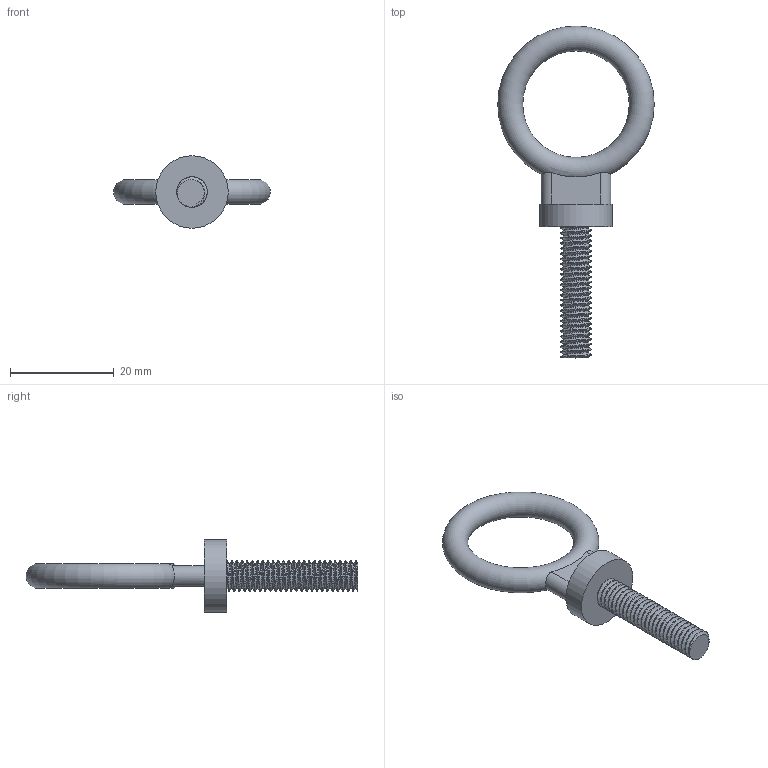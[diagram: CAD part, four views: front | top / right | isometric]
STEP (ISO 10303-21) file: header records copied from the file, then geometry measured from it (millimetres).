
FILE_DESCRIPTION(/* description */ (''),/* implementation_level */ '2;1');
FILE_NAME(/* name */ 'Eyebolt (3014T45)_.step',/* time_stamp */ '2025-11-14T17:49:33-08:00',/* author */ (''),/* organization */ (''),/* preprocessor_version */ 'ST-DEVELOPER v20.1',/* originating_system */ 'Autodesk Translation Framework v14.17.0.0',/* authorisation */ '');
FILE_SCHEMA (('AUTOMOTIVE_DESIGN { 1 0 10303 214 3 1 1 }'));
Length unit declared in the file: millimetre
Products named in the file (1): Eyebolt (3014T45)
Bounding box: 30.23 x 64.15 x 14 mm (x, y, z)
Volume: 2935.1 mm3; surface area: 2478.8 mm2
Topology: 1 solids, 1 shells, 65 faces, 187 edges, 125 vertices
Faces by surface type: cylinder 57, plane 5, bspline 2, torus 1
Full cylindrical faces by diameter (mm): 4.744 x10, 5.884 x17, 14 x1
Entity records: 5236 total; most frequent: CARTESIAN_POINT 3706, ORIENTED_EDGE 374, DIRECTION 212, EDGE_CURVE 187, VERTEX_POINT 125, B_SPLINE_CURVE_WITH_KNOTS 116, AXIS2_PLACEMENT_3D 77, EDGE_LOOP 68
